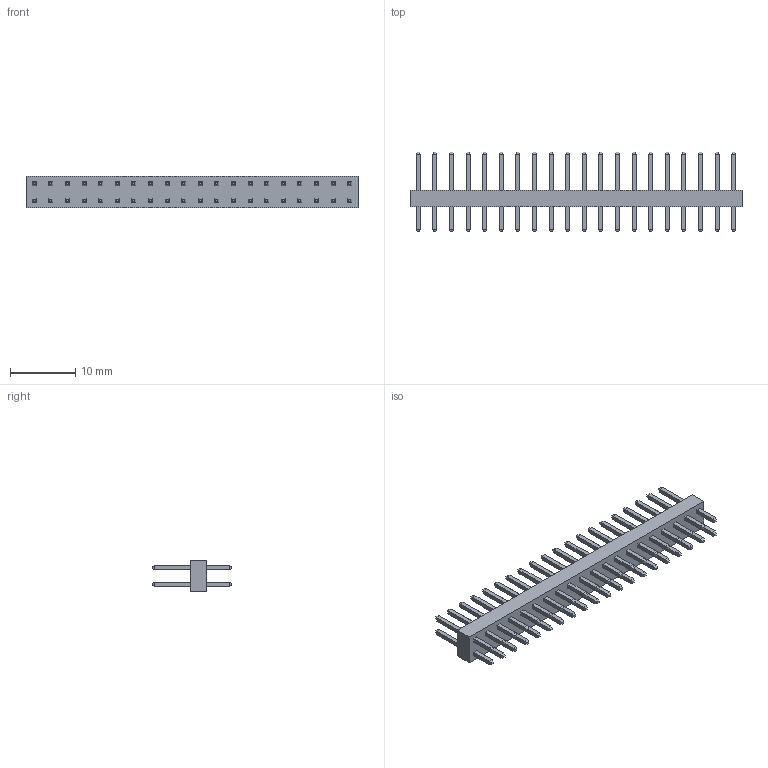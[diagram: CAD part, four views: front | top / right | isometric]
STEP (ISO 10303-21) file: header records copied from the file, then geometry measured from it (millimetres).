
FILE_DESCRIPTION (( 'STEP AP214' ), '1' );
FILE_NAME ('68602140HLF.STEP', '2021-12-29T13:51:54', ( '' ), ( '' ), 'SwSTEP 2.0', 'SolidWorks 2020', '' );
FILE_SCHEMA (( 'AUTOMOTIVE_DESIGN' ));
Length unit declared in the file: millimetre
Products named in the file (1): 68602140HLF
Bounding box: 50.8 x 12.19 x 4.83 mm (x, y, z)
Volume: 775.7 mm3; surface area: 2240.7 mm2
Topology: 41 solids, 41 shells, 726 faces, 1612 edges, 968 vertices
Faces by surface type: plane 726
Entity records: 25602 total; most frequent: CARTESIAN_POINT 3307, ORIENTED_EDGE 3224, DIRECTION 3066, VECTOR 1612, LINE 1612, EDGE_CURVE 1612, VERTEX_POINT 968, EDGE_LOOP 806
